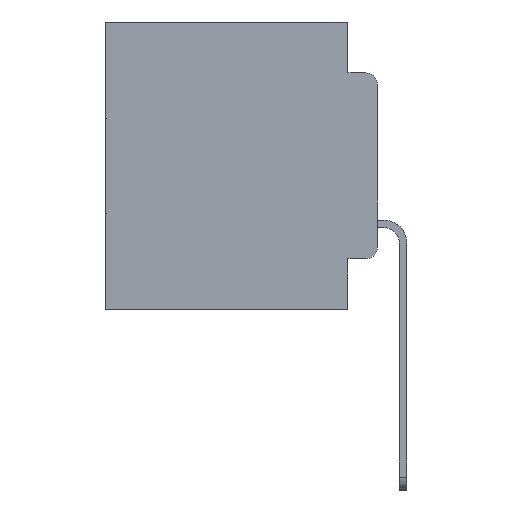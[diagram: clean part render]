
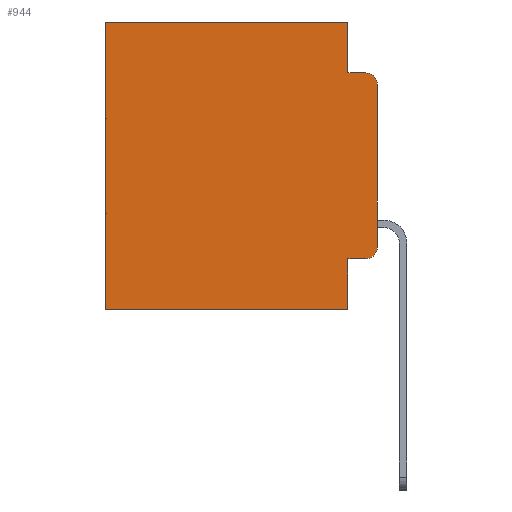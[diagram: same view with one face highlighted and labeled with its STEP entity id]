
A CAD part, left-side view. The second image highlights one B-rep face of the part: STEP entity #944.
In plain terms, the highlighted planar face has unit normal (-1, 0, 0).
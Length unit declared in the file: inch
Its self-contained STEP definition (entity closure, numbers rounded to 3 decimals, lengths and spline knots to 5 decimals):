
#489 = DIRECTION ( 'NONE',  ( 0., 0., -1. ) ) ;
#944 = ADVANCED_FACE ( 'NONE', ( #15834 ), #26284, .F. ) ;
#1790 = DIRECTION ( 'NONE',  ( 0., 0., -1. ) ) ;
#2220 = EDGE_CURVE ( 'NONE', #6726, #8193, #19069, .T. ) ;
#3555 = CARTESIAN_POINT ( 'NONE',  ( 0.298, 0.02, -0.0885 ) ) ;
#3852 = EDGE_CURVE ( 'NONE', #15012, #18615, #28208, .T. ) ;
#4725 = EDGE_CURVE ( 'NONE', #21929, #24304, #26188, .T. ) ;
#5033 = VECTOR ( 'NONE', #11084, 39.37008 ) ;
#5380 = ORIENTED_EDGE ( 'NONE', *, *, #14600, .T. ) ;
#5867 = EDGE_CURVE ( 'NONE', #23239, #15012, #9008, .T. ) ;
#6103 = VECTOR ( 'NONE', #16581, 39.37008 ) ;
#6705 = LINE ( 'NONE', #12621, #11524 ) ;
#6726 = VERTEX_POINT ( 'NONE', #10824 ) ;
#6756 = VECTOR ( 'NONE', #18041, 39.37008 ) ;
#7159 = VERTEX_POINT ( 'NONE', #28944 ) ;
#7197 = EDGE_CURVE ( 'NONE', #21929, #6726, #6705, .T. ) ;
#8193 = VERTEX_POINT ( 'NONE', #3555 ) ;
#8747 = ORIENTED_EDGE ( 'NONE', *, *, #5867, .F. ) ;
#9008 = LINE ( 'NONE', #26833, #24180 ) ;
#9066 = CARTESIAN_POINT ( 'NONE',  ( 0.298, 0., -0.1085 ) ) ;
#10020 = DIRECTION ( 'NONE',  ( 0., 0., -1. ) ) ;
#10493 = CARTESIAN_POINT ( 'NONE',  ( 0.298, 0., 0. ) ) ;
#10824 = CARTESIAN_POINT ( 'NONE',  ( 0.298, 0.051, -0.0885 ) ) ;
#11084 = DIRECTION ( 'NONE',  ( 0., -1., 0. ) ) ;
#11112 = DIRECTION ( 'NONE',  ( 0., 1., 0. ) ) ;
#11524 = VECTOR ( 'NONE', #10020, 39.37008 ) ;
#12342 = ORIENTED_EDGE ( 'NONE', *, *, #7197, .F. ) ;
#12398 = DIRECTION ( 'NONE',  ( 1., 0., 0. ) ) ;
#12621 = CARTESIAN_POINT ( 'NONE',  ( 0.298, 0.051, 0. ) ) ;
#12699 = EDGE_LOOP ( 'NONE', ( #29217, #5380, #25987, #12342, #16160, #24116, #14209, #8747, #21493, #13483 ) ) ;
#13483 = ORIENTED_EDGE ( 'NONE', *, *, #21556, .T. ) ;
#14209 = ORIENTED_EDGE ( 'NONE', *, *, #3852, .F. ) ;
#14600 = EDGE_CURVE ( 'NONE', #27330, #8193, #20204, .T. ) ;
#14621 = VECTOR ( 'NONE', #24536, 39.37008 ) ;
#14947 = CARTESIAN_POINT ( 'NONE',  ( 0.298, 0.02, -0.4115 ) ) ;
#15012 = VERTEX_POINT ( 'NONE', #25246 ) ;
#15272 = AXIS2_PLACEMENT_3D ( 'NONE', #26368, #19214, #21325 ) ;
#15764 = LINE ( 'NONE', #10493, #17207 ) ;
#15781 = CARTESIAN_POINT ( 'NONE',  ( 0.298, 0., 0. ) ) ;
#15801 = DIRECTION ( 'NONE',  ( -1., 0., 0. ) ) ;
#15834 = FACE_OUTER_BOUND ( 'NONE', #12699, .T. ) ;
#16160 = ORIENTED_EDGE ( 'NONE', *, *, #4725, .T. ) ;
#16581 = DIRECTION ( 'NONE',  ( 0., 0., -1. ) ) ;
#17207 = VECTOR ( 'NONE', #19907, 39.37008 ) ;
#17959 = CARTESIAN_POINT ( 'NONE',  ( 0.298, 0.473, -0.5 ) ) ;
#18041 = DIRECTION ( 'NONE',  ( 0., 1., 0. ) ) ;
#18615 = VERTEX_POINT ( 'NONE', #17959 ) ;
#19069 = LINE ( 'NONE', #19648, #14621 ) ;
#19214 = DIRECTION ( 'NONE',  ( -1., 0., 0. ) ) ;
#19648 = CARTESIAN_POINT ( 'NONE',  ( 0.298, 0.051, -0.0885 ) ) ;
#19907 = DIRECTION ( 'NONE',  ( 0., 0., -1. ) ) ;
#20058 = EDGE_CURVE ( 'NONE', #27330, #7159, #15764, .T. ) ;
#20204 = CIRCLE ( 'NONE', #15272, 0.02 ) ;
#20542 = EDGE_CURVE ( 'NONE', #24304, #18615, #22771, .T. ) ;
#21187 = CARTESIAN_POINT ( 'NONE',  ( 0.298, 0.473, 0. ) ) ;
#21325 = DIRECTION ( 'NONE',  ( 0., 0., -1. ) ) ;
#21493 = ORIENTED_EDGE ( 'NONE', *, *, #30690, .T. ) ;
#21556 = EDGE_CURVE ( 'NONE', #25703, #7159, #25321, .T. ) ;
#21865 = CARTESIAN_POINT ( 'NONE',  ( 0.298, 0.051, 0. ) ) ;
#21929 = VERTEX_POINT ( 'NONE', #21865 ) ;
#22771 = LINE ( 'NONE', #26001, #6103 ) ;
#22893 = CARTESIAN_POINT ( 'NONE',  ( 0.298, 0.051, -0.4115 ) ) ;
#23239 = VERTEX_POINT ( 'NONE', #28535 ) ;
#24116 = ORIENTED_EDGE ( 'NONE', *, *, #20542, .T. ) ;
#24180 = VECTOR ( 'NONE', #489, 39.37008 ) ;
#24203 = DIRECTION ( 'NONE',  ( 0., 0., -1. ) ) ;
#24304 = VERTEX_POINT ( 'NONE', #21187 ) ;
#24536 = DIRECTION ( 'NONE',  ( 0., -1., 0. ) ) ;
#24759 = VECTOR ( 'NONE', #11112, 39.37008 ) ;
#24774 = AXIS2_PLACEMENT_3D ( 'NONE', #29950, #15801, #1790 ) ;
#25246 = CARTESIAN_POINT ( 'NONE',  ( 0.298, 0.051, -0.5 ) ) ;
#25321 = CIRCLE ( 'NONE', #24774, 0.02 ) ;
#25421 = CARTESIAN_POINT ( 'NONE',  ( 0.298, 0., -0.5 ) ) ;
#25703 = VERTEX_POINT ( 'NONE', #14947 ) ;
#25987 = ORIENTED_EDGE ( 'NONE', *, *, #2220, .F. ) ;
#26001 = CARTESIAN_POINT ( 'NONE',  ( 0.298, 0.473, 0. ) ) ;
#26184 = LINE ( 'NONE', #22893, #5033 ) ;
#26188 = LINE ( 'NONE', #15781, #24759 ) ;
#26284 = PLANE ( 'NONE',  #27116 ) ;
#26368 = CARTESIAN_POINT ( 'NONE',  ( 0.298, 0.02, -0.1085 ) ) ;
#26583 = CARTESIAN_POINT ( 'NONE',  ( 0.298, 0., 0. ) ) ;
#26833 = CARTESIAN_POINT ( 'NONE',  ( 0.298, 0.051, 0. ) ) ;
#27116 = AXIS2_PLACEMENT_3D ( 'NONE', #26583, #12398, #24203 ) ;
#27330 = VERTEX_POINT ( 'NONE', #9066 ) ;
#28208 = LINE ( 'NONE', #25421, #6756 ) ;
#28535 = CARTESIAN_POINT ( 'NONE',  ( 0.298, 0.051, -0.4115 ) ) ;
#28944 = CARTESIAN_POINT ( 'NONE',  ( 0.298, 0., -0.3915 ) ) ;
#29217 = ORIENTED_EDGE ( 'NONE', *, *, #20058, .F. ) ;
#29950 = CARTESIAN_POINT ( 'NONE',  ( 0.298, 0.02, -0.3915 ) ) ;
#30690 = EDGE_CURVE ( 'NONE', #23239, #25703, #26184, .T. ) ;
